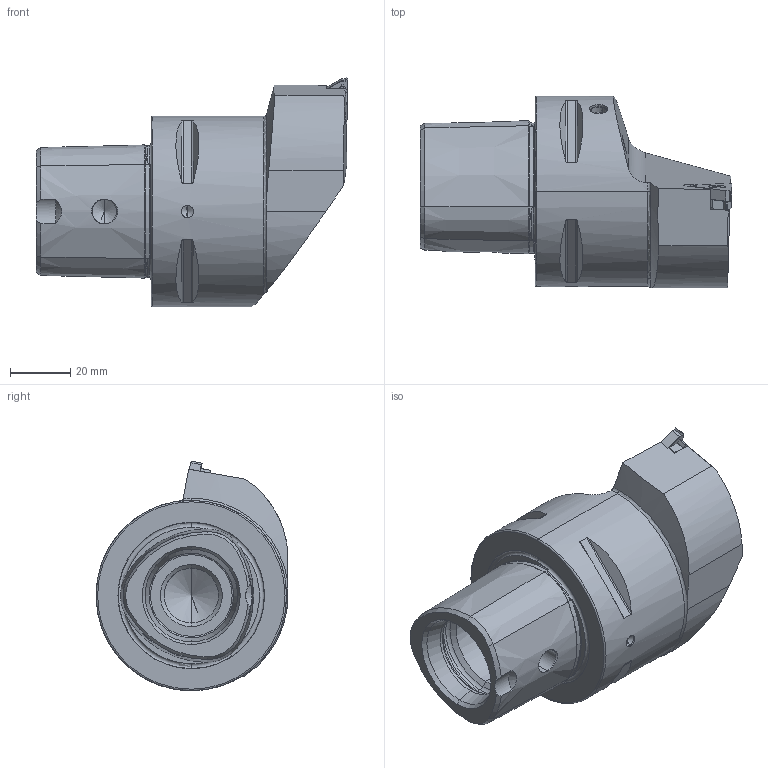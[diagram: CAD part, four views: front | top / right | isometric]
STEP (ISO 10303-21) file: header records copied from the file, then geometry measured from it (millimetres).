
FILE_DESCRIPTION (( 'STEP AP203' ), '1' );
FILE_NAME ('PS6-KGB.LGA.065.STEP', '2013-06-24T09:27:06', ( 'baer' ), ( 'Hewlett-Packard Company' ), 'SwSTEP 2.0', 'SolidWorks 2012', '' );
FILE_SCHEMA (( 'CONFIG_CONTROL_DESIGN' ));
Length unit declared in the file: millimetre
Products named in the file (7): KVT_MB_600_060; PS6-KGB.LGA.065_A_Fertigbearbeitung; PS6-KGB.LGA.065; WGB-ER2.001.012_A; LT16ER; WGB-ER3.001.007_A; WGB-ER2.102.003_A
Assembly tree (6 placements, depth 2):
  PS6-KGB.LGA.065
    PS6-KGB.LGA.065_A_Fertigbearbeitung
    KVT_MB_600_060
    WGB-ER2.102.003_A
    WGB-ER3.001.007_A
    LT16ER
    WGB-ER2.001.012_A
Bounding box: 103 x 63.46 x 75.91 mm (x, y, z)
Volume: 174241.9 mm3; surface area: 29312.1 mm2
Topology: 7 solids, 7 shells, 309 faces, 748 edges, 452 vertices
Faces by surface type: cylinder 95, cone 90, plane 88, torus 34, sphere 2
Entity records: 10300 total; most frequent: CARTESIAN_POINT 2415, DIRECTION 1565, ORIENTED_EDGE 1462, EDGE_CURVE 731, AXIS2_PLACEMENT_3D 615, VERTEX_POINT 449, VECTOR 335, LINE 335
